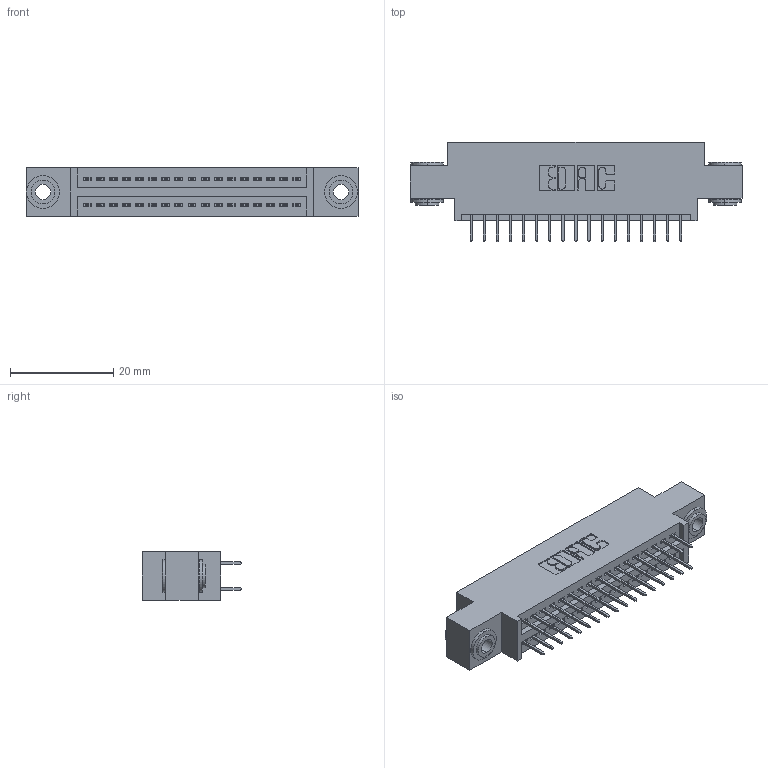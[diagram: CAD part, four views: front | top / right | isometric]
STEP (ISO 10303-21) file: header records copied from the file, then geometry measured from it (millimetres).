
FILE_DESCRIPTION (( 'STEP AP203' ), '1' );
FILE_NAME ('345-034-524-803.STEP', '2019-10-28T06:31:30', ( '' ), ( '' ), 'SwSTEP 2.0', 'SolidWorks 2016', '' );
FILE_SCHEMA (( 'CONFIG_CONTROL_DESIGN' ));
Length unit declared in the file: inch
Products named in the file (4): 345 Part_0.170 Offset - 0.156 Dia-TH; 345-034-524-803; 345-292-001_345-293-124; 345-250-002_345-250-002-102
Assembly tree (37 placements, depth 2):
  345-034-524-803
    345 Part_0.170 Offset - 0.156 Dia-TH
    345-292-001_345-293-124  x34
    345-250-002_345-250-002-102  x2
Bounding box: 64.39 x 19.35 x 9.4 mm (x, y, z)
Volume: 5877.3 mm3; surface area: 8416 mm2
Topology: 37 solids, 37 shells, 2004 faces, 5631 edges, 3614 vertices
Faces by surface type: plane 1420, cylinder 576, cone 8
Entity records: 17560 total; most frequent: CARTESIAN_POINT 2943, ORIENTED_EDGE 2870, DIRECTION 2657, EDGE_CURVE 1435, LINE 1215, VECTOR 1215, VERTEX_POINT 950, AXIS2_PLACEMENT_3D 721
